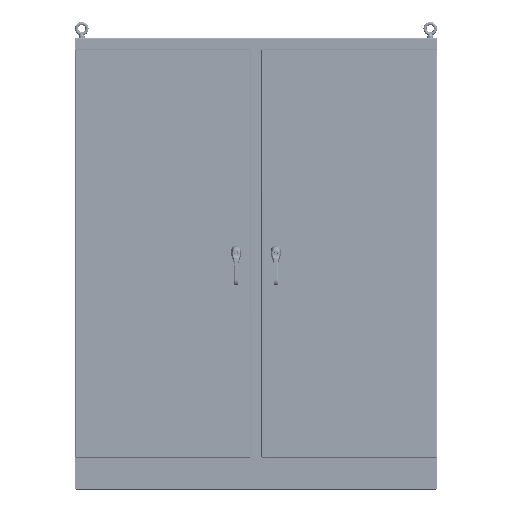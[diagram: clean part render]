
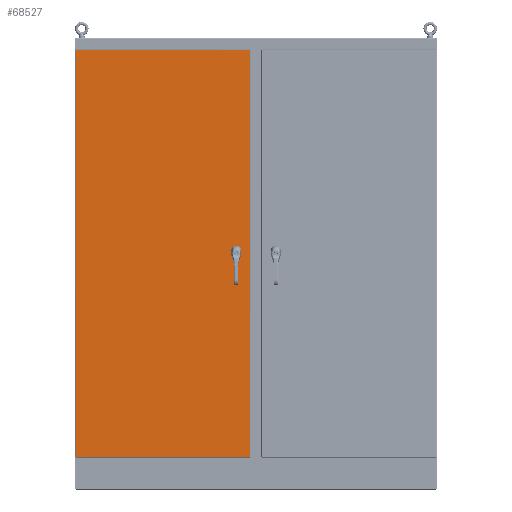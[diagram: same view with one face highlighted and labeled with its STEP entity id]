
A CAD part, top view. The second image highlights one B-rep face of the part: STEP entity #68527.
In plain terms, the highlighted planar face has unit normal (0, 0, 1).
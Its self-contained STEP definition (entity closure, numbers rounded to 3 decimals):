
#11989=FACE_BOUND('',#17682,.T.);
#11990=FACE_BOUND('',#17683,.T.);
#11991=FACE_BOUND('',#17684,.T.);
#11992=FACE_BOUND('',#17685,.T.);
#12369=PLANE('',#72846);
#14646=FACE_OUTER_BOUND('',#17681,.T.);
#17681=EDGE_LOOP('',(#55048,#55049,#55050,#55051));
#17682=EDGE_LOOP('',(#55052));
#17683=EDGE_LOOP('',(#55053));
#17684=EDGE_LOOP('',(#55054));
#17685=EDGE_LOOP('',(#55055,#55056,#55057,#55058,#55059,#55060,#55061,#55062));
#20945=LINE('',#98156,#25752);
#20949=LINE('',#98168,#25756);
#20953=LINE('',#98180,#25760);
#20957=LINE('',#98191,#25764);
#21028=LINE('',#98345,#25835);
#21036=LINE('',#98451,#25843);
#21051=LINE('',#98571,#25858);
#21066=LINE('',#98690,#25873);
#25752=VECTOR('',#80163,0.394);
#25756=VECTOR('',#80175,0.394);
#25760=VECTOR('',#80187,0.394);
#25764=VECTOR('',#80199,0.394);
#25835=VECTOR('',#80318,0.394);
#25843=VECTOR('',#80334,0.394);
#25858=VECTOR('',#80363,0.394);
#25873=VECTOR('',#80392,0.394);
#30440=CIRCLE('',#72774,0.141);
#30442=CIRCLE('',#72777,0.141);
#30444=CIRCLE('',#72780,0.141);
#30446=CIRCLE('',#72783,0.453);
#30448=CIRCLE('',#72787,0.453);
#30450=CIRCLE('',#72791,0.453);
#30452=CIRCLE('',#72795,0.453);
#34162=VERTEX_POINT('',#98128);
#34164=VERTEX_POINT('',#98134);
#34166=VERTEX_POINT('',#98140);
#34168=VERTEX_POINT('',#98146);
#34169=VERTEX_POINT('',#98147);
#34172=VERTEX_POINT('',#98155);
#34174=VERTEX_POINT('',#98161);
#34176=VERTEX_POINT('',#98167);
#34178=VERTEX_POINT('',#98173);
#34180=VERTEX_POINT('',#98179);
#34182=VERTEX_POINT('',#98185);
#34231=VERTEX_POINT('',#98333);
#34232=VERTEX_POINT('',#98344);
#34238=VERTEX_POINT('',#98440);
#34248=VERTEX_POINT('',#98560);
#43571=EDGE_CURVE('',#34162,#34162,#30440,.T.);
#43574=EDGE_CURVE('',#34164,#34164,#30442,.T.);
#43577=EDGE_CURVE('',#34166,#34166,#30444,.T.);
#43580=EDGE_CURVE('',#34168,#34169,#30446,.T.);
#43584=EDGE_CURVE('',#34172,#34168,#20945,.T.);
#43587=EDGE_CURVE('',#34174,#34172,#30448,.T.);
#43590=EDGE_CURVE('',#34176,#34174,#20949,.T.);
#43593=EDGE_CURVE('',#34178,#34176,#30450,.T.);
#43596=EDGE_CURVE('',#34180,#34178,#20953,.T.);
#43599=EDGE_CURVE('',#34182,#34180,#30452,.T.);
#43602=EDGE_CURVE('',#34169,#34182,#20957,.T.);
#43674=EDGE_CURVE('',#34232,#34231,#21028,.T.);
#43686=EDGE_CURVE('',#34231,#34238,#21036,.T.);
#43705=EDGE_CURVE('',#34238,#34248,#21051,.T.);
#43724=EDGE_CURVE('',#34248,#34232,#21066,.T.);
#55048=ORIENTED_EDGE('',*,*,#43674,.T.);
#55049=ORIENTED_EDGE('',*,*,#43686,.T.);
#55050=ORIENTED_EDGE('',*,*,#43705,.T.);
#55051=ORIENTED_EDGE('',*,*,#43724,.T.);
#55052=ORIENTED_EDGE('',*,*,#43571,.T.);
#55053=ORIENTED_EDGE('',*,*,#43574,.T.);
#55054=ORIENTED_EDGE('',*,*,#43577,.T.);
#55055=ORIENTED_EDGE('',*,*,#43580,.T.);
#55056=ORIENTED_EDGE('',*,*,#43602,.T.);
#55057=ORIENTED_EDGE('',*,*,#43599,.T.);
#55058=ORIENTED_EDGE('',*,*,#43596,.T.);
#55059=ORIENTED_EDGE('',*,*,#43593,.T.);
#55060=ORIENTED_EDGE('',*,*,#43590,.T.);
#55061=ORIENTED_EDGE('',*,*,#43587,.T.);
#55062=ORIENTED_EDGE('',*,*,#43584,.T.);
#68527=ADVANCED_FACE('',(#14646,#11989,#11990,#11991,#11992),#12369,.T.);
#72774=AXIS2_PLACEMENT_3D('',#98129,#80134,#80135);
#72777=AXIS2_PLACEMENT_3D('',#98135,#80141,#80142);
#72780=AXIS2_PLACEMENT_3D('',#98141,#80148,#80149);
#72783=AXIS2_PLACEMENT_3D('',#98148,#80155,#80156);
#72787=AXIS2_PLACEMENT_3D('',#98162,#80168,#80169);
#72791=AXIS2_PLACEMENT_3D('',#98174,#80180,#80181);
#72795=AXIS2_PLACEMENT_3D('',#98186,#80192,#80193);
#72846=AXIS2_PLACEMENT_3D('',#98793,#80417,#80418);
#80134=DIRECTION('center_axis',(0.,0.,-1.));
#80135=DIRECTION('ref_axis',(-1.,0.,0.));
#80141=DIRECTION('center_axis',(0.,0.,-1.));
#80142=DIRECTION('ref_axis',(-1.,0.,0.));
#80148=DIRECTION('center_axis',(0.,0.,-1.));
#80149=DIRECTION('ref_axis',(-1.,0.,0.));
#80155=DIRECTION('center_axis',(0.,0.,-1.));
#80156=DIRECTION('ref_axis',(-0.883,-0.469,0.));
#80163=DIRECTION('',(-1.,0.,0.));
#80168=DIRECTION('center_axis',(0.,0.,-1.));
#80169=DIRECTION('ref_axis',(0.469,-0.883,0.));
#80175=DIRECTION('',(0.,-1.,0.));
#80180=DIRECTION('center_axis',(0.,0.,-1.));
#80181=DIRECTION('ref_axis',(0.883,0.469,0.));
#80187=DIRECTION('',(1.,0.,0.));
#80192=DIRECTION('center_axis',(0.,0.,-1.));
#80193=DIRECTION('ref_axis',(-0.469,0.883,0.));
#80199=DIRECTION('',(0.,1.,0.));
#80318=DIRECTION('',(0.,-1.,0.));
#80334=DIRECTION('',(1.,0.,0.));
#80363=DIRECTION('',(0.,1.,0.));
#80392=DIRECTION('',(-1.,0.,0.));
#80417=DIRECTION('center_axis',(0.,0.,1.));
#80418=DIRECTION('ref_axis',(1.,0.,0.));
#98128=CARTESIAN_POINT('',(14.766,-1.377,0.104));
#98129=CARTESIAN_POINT('Origin',(14.625,-1.377,0.104));
#98134=CARTESIAN_POINT('',(14.766,0.885,0.104));
#98135=CARTESIAN_POINT('Origin',(14.625,0.885,0.104));
#98140=CARTESIAN_POINT('',(14.766,-0.885,0.104));
#98141=CARTESIAN_POINT('Origin',(14.625,-0.885,0.104));
#98146=CARTESIAN_POINT('',(14.412,-0.4,0.104));
#98147=CARTESIAN_POINT('',(14.225,-0.213,0.104));
#98148=CARTESIAN_POINT('Origin',(14.625,0.,0.104));
#98155=CARTESIAN_POINT('',(14.838,-0.4,0.104));
#98156=CARTESIAN_POINT('',(7.419,-0.4,0.104));
#98161=CARTESIAN_POINT('',(15.025,-0.213,0.104));
#98162=CARTESIAN_POINT('Origin',(14.625,0.,0.104));
#98167=CARTESIAN_POINT('',(15.025,0.213,0.104));
#98168=CARTESIAN_POINT('',(15.025,0.106,0.104));
#98173=CARTESIAN_POINT('',(14.838,0.4,0.104));
#98174=CARTESIAN_POINT('Origin',(14.625,0.,0.104));
#98179=CARTESIAN_POINT('',(14.412,0.4,0.104));
#98180=CARTESIAN_POINT('',(7.206,0.4,0.104));
#98185=CARTESIAN_POINT('',(14.225,0.213,0.104));
#98186=CARTESIAN_POINT('Origin',(14.625,0.,0.104));
#98191=CARTESIAN_POINT('',(14.225,-0.106,0.104));
#98333=CARTESIAN_POINT('',(-17.302,-40.49,0.104));
#98344=CARTESIAN_POINT('',(-17.302,40.49,0.104));
#98345=CARTESIAN_POINT('',(-17.302,20.245,0.104));
#98440=CARTESIAN_POINT('',(17.302,-40.49,0.104));
#98451=CARTESIAN_POINT('',(-8.651,-40.49,0.104));
#98560=CARTESIAN_POINT('',(17.302,40.49,0.104));
#98571=CARTESIAN_POINT('',(17.302,-20.245,0.104));
#98690=CARTESIAN_POINT('',(8.651,40.49,0.104));
#98793=CARTESIAN_POINT('Origin',(0.,0.,
0.104));
